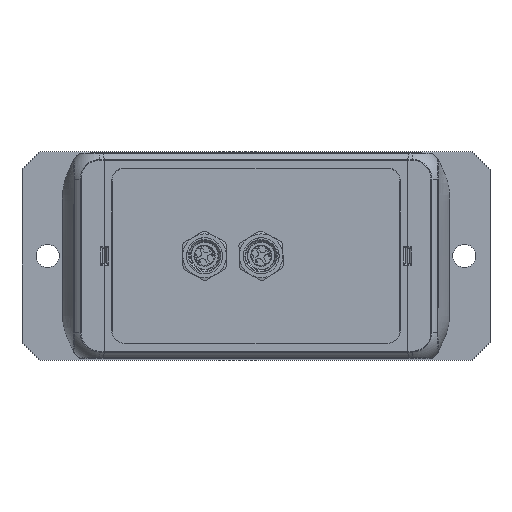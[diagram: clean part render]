
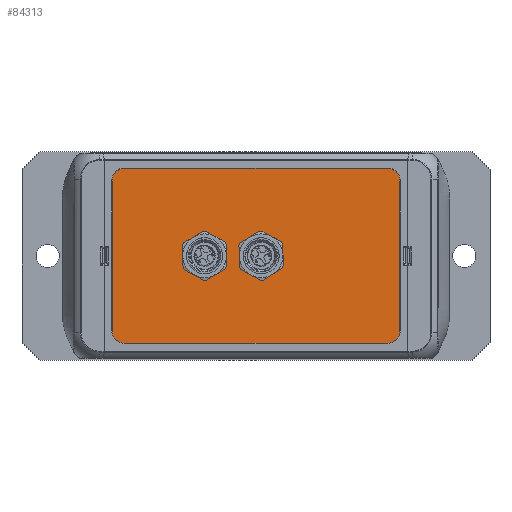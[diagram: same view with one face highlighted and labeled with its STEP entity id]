
A CAD part, top view. The second image highlights one B-rep face of the part: STEP entity #84313.
In plain terms, the highlighted planar face has unit normal (0, 0, 1).
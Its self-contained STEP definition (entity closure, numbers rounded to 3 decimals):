
#63657=DIRECTION('',(0.,-1.,0.));
#63658=VECTOR('',#63657,58.014);
#63659=CARTESIAN_POINT('',(-56.,29.007,
18.));
#63660=LINE('',#63659,#63658);
#63678=CARTESIAN_POINT('',(-51.007,34.,
18.));
#63679=CARTESIAN_POINT('',(-51.387,34.,
18.));
#63680=CARTESIAN_POINT('',(-52.127,33.916,
18.));
#63681=CARTESIAN_POINT('',(-53.195,33.543,
18.));
#63682=CARTESIAN_POINT('',(-54.148,32.944,
18.));
#63683=CARTESIAN_POINT('',(-54.944,32.147,
18.));
#63684=CARTESIAN_POINT('',(-55.544,31.194,
18.));
#63685=CARTESIAN_POINT('',(-55.916,30.126,
18.));
#63686=CARTESIAN_POINT('',(-56.,29.387,
18.));
#63687=CARTESIAN_POINT('',(-56.,29.007,
18.));
#63706=CARTESIAN_POINT('',(-20.,-0.011,18.));
#63707=DIRECTION('',(0.,0.,1.));
#63708=DIRECTION('',(1.,0.,0.));
#63709=AXIS2_PLACEMENT_3D('',#63706,#63707,#63708);
#63714=CARTESIAN_POINT('',(-20.,-0.011,18.));
#63715=DIRECTION('',(0.,0.,1.));
#63716=DIRECTION('',(-1.,0.,0.));
#63717=AXIS2_PLACEMENT_3D('',#63714,#63715,#63716);
#63722=CARTESIAN_POINT('',(2.,-0.011,18.));
#63723=DIRECTION('',(0.,0.,1.));
#63724=DIRECTION('',(1.,0.,0.));
#63725=AXIS2_PLACEMENT_3D('',#63722,#63723,#63724);
#63730=CARTESIAN_POINT('',(2.,-0.011,18.));
#63731=DIRECTION('',(0.,0.,1.));
#63732=DIRECTION('',(-1.,0.,0.));
#63733=AXIS2_PLACEMENT_3D('',#63730,#63731,#63732);
#63759=DIRECTION('',(-1.,0.,0.));
#63760=VECTOR('',#63759,102.014);
#63761=CARTESIAN_POINT('',(51.007,34.,18.));
#63762=LINE('',#63761,#63760);
#63766=CARTESIAN_POINT('',(56.,29.007,18.));
#63767=CARTESIAN_POINT('',(56.,29.387,18.));
#63768=CARTESIAN_POINT('',(55.916,30.127,18.));
#63769=CARTESIAN_POINT('',(55.543,31.195,18.));
#63770=CARTESIAN_POINT('',(54.944,32.148,18.));
#63771=CARTESIAN_POINT('',(54.147,32.944,18.));
#63772=CARTESIAN_POINT('',(53.194,33.544,18.));
#63773=CARTESIAN_POINT('',(52.126,33.916,18.));
#63774=CARTESIAN_POINT('',(51.387,34.,18.));
#63775=CARTESIAN_POINT('',(51.007,34.,18.));
#63801=DIRECTION('',(0.,1.,0.));
#63802=VECTOR('',#63801,58.014);
#63803=CARTESIAN_POINT('',(56.,-29.007,
18.));
#63804=LINE('',#63803,#63802);
#63822=CARTESIAN_POINT('',(51.007,-34.,
18.));
#63823=CARTESIAN_POINT('',(51.387,-34.,
18.));
#63824=CARTESIAN_POINT('',(52.127,-33.916,
18.));
#63825=CARTESIAN_POINT('',(53.195,-33.543,
18.));
#63826=CARTESIAN_POINT('',(54.148,-32.944,
18.));
#63827=CARTESIAN_POINT('',(54.944,-32.147,
18.));
#63828=CARTESIAN_POINT('',(55.544,-31.194,
18.));
#63829=CARTESIAN_POINT('',(55.916,-30.126,
18.));
#63830=CARTESIAN_POINT('',(56.,-29.387,
18.));
#63831=CARTESIAN_POINT('',(56.,-29.007,
18.));
#63857=DIRECTION('',(1.,0.,0.));
#63858=VECTOR('',#63857,102.014);
#63859=CARTESIAN_POINT('',(-51.007,-34.,
18.));
#63860=LINE('',#63859,#63858);
#63878=CARTESIAN_POINT('',(-56.,-29.007,
18.));
#63879=CARTESIAN_POINT('',(-56.,-29.387,
18.));
#63880=CARTESIAN_POINT('',(-55.916,-30.127,
18.));
#63881=CARTESIAN_POINT('',(-55.543,-31.195,
18.));
#63882=CARTESIAN_POINT('',(-54.944,-32.148,
18.));
#63883=CARTESIAN_POINT('',(-54.147,-32.944,
18.));
#63884=CARTESIAN_POINT('',(-53.194,-33.544,
18.));
#63885=CARTESIAN_POINT('',(-52.126,-33.916,
18.));
#63886=CARTESIAN_POINT('',(-51.387,-34.,
18.));
#63887=CARTESIAN_POINT('',(-51.007,-34.,
18.));
#68410=VERTEX_POINT('',#63678);
#68411=VERTEX_POINT('',#63687);
#68412=CARTESIAN_POINT('',(51.007,34.,18.));
#68413=VERTEX_POINT('',#68412);
#68414=VERTEX_POINT('',#63766);
#68415=CARTESIAN_POINT('',(56.,-29.007,
18.));
#68416=VERTEX_POINT('',#68415);
#68417=VERTEX_POINT('',#63822);
#68418=CARTESIAN_POINT('',(-51.007,-34.,
18.));
#68419=VERTEX_POINT('',#68418);
#68420=VERTEX_POINT('',#63878);
#68421=CARTESIAN_POINT('',(-12.9,-0.011,18.));
#68422=CARTESIAN_POINT('',(-27.1,-0.011,18.));
#68423=VERTEX_POINT('',#68421);
#68424=VERTEX_POINT('',#68422);
#68425=CARTESIAN_POINT('',(9.1,-0.011,18.));
#68426=CARTESIAN_POINT('',(-5.1,-0.011,18.));
#68427=VERTEX_POINT('',#68425);
#68428=VERTEX_POINT('',#68426);
#84280=CARTESIAN_POINT('',(-35.398,-19.573,18.));
#84281=DIRECTION('',(0.,0.,-1.));
#84282=DIRECTION('',(1.,0.,0.));
#84283=AXIS2_PLACEMENT_3D('',#84280,#84281,#84282);
#84284=PLANE('',#84283);
#84285=ORIENTED_EDGE('',*,*,#84271,.F.);
#84287=ORIENTED_EDGE('',*,*,#84286,.F.);
#84289=ORIENTED_EDGE('',*,*,#84288,.F.);
#84291=ORIENTED_EDGE('',*,*,#84290,.F.);
#84293=ORIENTED_EDGE('',*,*,#84292,.F.);
#84295=ORIENTED_EDGE('',*,*,#84294,.F.);
#84297=ORIENTED_EDGE('',*,*,#84296,.F.);
#84298=ORIENTED_EDGE('',*,*,#84258,.F.);
#84299=EDGE_LOOP('',(#84285,#84287,#84289,#84291,#84293,#84295,#84297,#84298));
#84300=FACE_OUTER_BOUND('',#84299,.F.);
#84302=ORIENTED_EDGE('',*,*,#84301,.T.);
#84304=ORIENTED_EDGE('',*,*,#84303,.T.);
#84305=EDGE_LOOP('',(#84302,#84304));
#84306=FACE_BOUND('',#84305,.F.);
#84308=ORIENTED_EDGE('',*,*,#84307,.T.);
#84310=ORIENTED_EDGE('',*,*,#84309,.T.);
#84311=EDGE_LOOP('',(#84308,#84310));
#84312=FACE_BOUND('',#84311,.F.);
#84313=ADVANCED_FACE('',(#84300,#84306,#84312),#84284,.F.);
#63688=B_SPLINE_CURVE_WITH_KNOTS('',3,(#63678,#63679,#63680,#63681,#63682,
#63683,#63684,#63685,#63686,#63687),.UNSPECIFIED.,.F.,.F.,(4,1,1,1,1,1,1,4),(
0.,0.143,0.286,0.429,0.571,
0.714,0.857,1.),.UNSPECIFIED.);
#63710=CIRCLE('',#63709,7.1);
#63718=CIRCLE('',#63717,7.1);
#63726=CIRCLE('',#63725,7.1);
#63734=CIRCLE('',#63733,7.1);
#63776=B_SPLINE_CURVE_WITH_KNOTS('',3,(#63766,#63767,#63768,#63769,#63770,
#63771,#63772,#63773,#63774,#63775),.UNSPECIFIED.,.F.,.F.,(4,1,1,1,1,1,1,4),(
0.,0.143,0.286,0.429,0.571,
0.714,0.857,1.),.UNSPECIFIED.);
#63832=B_SPLINE_CURVE_WITH_KNOTS('',3,(#63822,#63823,#63824,#63825,#63826,
#63827,#63828,#63829,#63830,#63831),.UNSPECIFIED.,.F.,.F.,(4,1,1,1,1,1,1,4),(
0.,0.143,0.286,0.429,0.571,
0.714,0.857,1.),.UNSPECIFIED.);
#63888=B_SPLINE_CURVE_WITH_KNOTS('',3,(#63878,#63879,#63880,#63881,#63882,
#63883,#63884,#63885,#63886,#63887),.UNSPECIFIED.,.F.,.F.,(4,1,1,1,1,1,1,4),(
0.,0.143,0.286,0.429,0.571,
0.714,0.857,1.),.UNSPECIFIED.);
#84258=EDGE_CURVE('',#68411,#68420,#63660,.T.);
#84271=EDGE_CURVE('',#68410,#68411,#63688,.T.);
#84286=EDGE_CURVE('',#68413,#68410,#63762,.T.);
#84288=EDGE_CURVE('',#68414,#68413,#63776,.T.);
#84290=EDGE_CURVE('',#68416,#68414,#63804,.T.);
#84292=EDGE_CURVE('',#68417,#68416,#63832,.T.);
#84294=EDGE_CURVE('',#68419,#68417,#63860,.T.);
#84296=EDGE_CURVE('',#68420,#68419,#63888,.T.);
#84301=EDGE_CURVE('',#68423,#68424,#63710,.T.);
#84303=EDGE_CURVE('',#68424,#68423,#63718,.T.);
#84307=EDGE_CURVE('',#68427,#68428,#63726,.T.);
#84309=EDGE_CURVE('',#68428,#68427,#63734,.T.);
